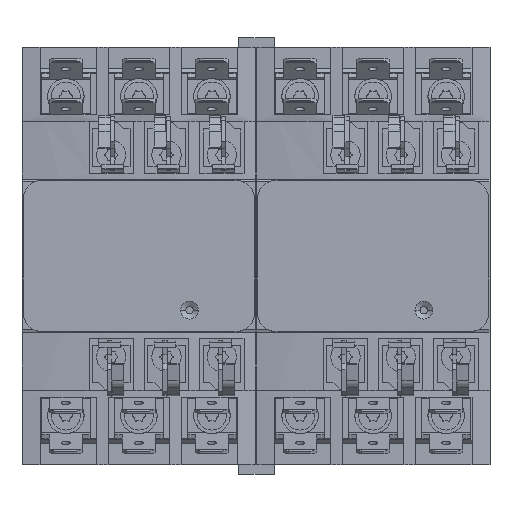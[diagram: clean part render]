
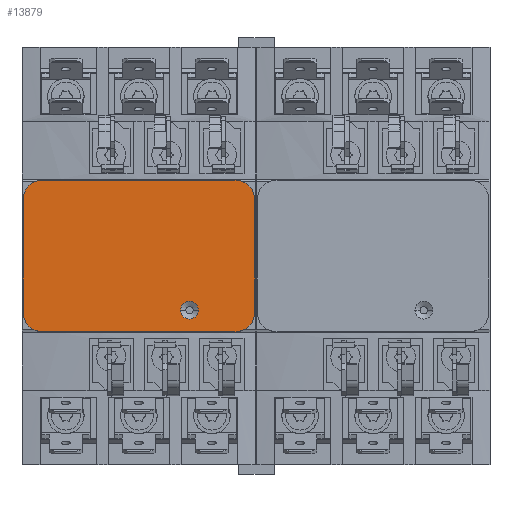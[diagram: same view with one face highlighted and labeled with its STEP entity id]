
A CAD part, top view. The second image highlights one B-rep face of the part: STEP entity #13879.
In plain terms, the highlighted planar face has unit normal (0, 0, 1).
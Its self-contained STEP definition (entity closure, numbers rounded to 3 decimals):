
#13281=CARTESIAN_POINT('',(4.,50.7,85.55));
#13282=DIRECTION('',(0.,0.,1.));
#13283=DIRECTION('',(0.,1.,0.));
#13284=AXIS2_PLACEMENT_3D('',#13281,#13282,#13283);
#13289=DIRECTION('',(-1.,0.,0.));
#13290=VECTOR('',#13289,36.8);
#13291=CARTESIAN_POINT('',(40.8,54.501,85.55));
#13292=LINE('',#13291,#13290);
#13296=CARTESIAN_POINT('',(40.8,50.7,85.55));
#13297=DIRECTION('',(0.,0.,1.));
#13298=DIRECTION('',(1.,0.,0.));
#13299=AXIS2_PLACEMENT_3D('',#13296,#13297,#13298);
#13304=DIRECTION('',(0.,1.,0.));
#13305=VECTOR('',#13304,21.5);
#13306=CARTESIAN_POINT('',(44.601,29.2,85.55));
#13307=LINE('',#13306,#13305);
#13311=CARTESIAN_POINT('',(40.8,29.2,85.55));
#13312=DIRECTION('',(0.,0.,1.));
#13313=DIRECTION('',(0.,-1.,0.));
#13314=AXIS2_PLACEMENT_3D('',#13311,#13312,#13313);
#13319=DIRECTION('',(1.,0.,0.));
#13320=VECTOR('',#13319,36.8);
#13321=CARTESIAN_POINT('',(4.,25.399,85.55));
#13322=LINE('',#13321,#13320);
#13326=CARTESIAN_POINT('',(4.,29.2,85.55));
#13327=DIRECTION('',(0.,0.,1.));
#13328=DIRECTION('',(-1.,0.,0.));
#13329=AXIS2_PLACEMENT_3D('',#13326,#13327,#13328);
#13334=DIRECTION('',(0.,-1.,0.));
#13335=VECTOR('',#13334,21.5);
#13336=CARTESIAN_POINT('',(0.199,50.7,85.55));
#13337=LINE('',#13336,#13335);
#13341=CARTESIAN_POINT('',(32.1,29.55,85.55));
#13342=DIRECTION('',(0.,0.,-1.));
#13343=DIRECTION('',(1.,0.,0.));
#13344=AXIS2_PLACEMENT_3D('',#13341,#13342,#13343);
#13349=CARTESIAN_POINT('',(32.1,29.55,85.55));
#13350=DIRECTION('',(0.,0.,-1.));
#13351=DIRECTION('',(-1.,0.,0.));
#13352=AXIS2_PLACEMENT_3D('',#13349,#13350,#13351);
#13506=CARTESIAN_POINT('',(4.,54.501,85.55));
#13507=CARTESIAN_POINT('',(0.199,50.7,85.55));
#13508=VERTEX_POINT('',#13506);
#13509=VERTEX_POINT('',#13507);
#13510=CARTESIAN_POINT('',(0.199,29.2,85.55));
#13511=VERTEX_POINT('',#13510);
#13512=CARTESIAN_POINT('',(4.,25.399,85.55));
#13513=VERTEX_POINT('',#13512);
#13514=CARTESIAN_POINT('',(40.8,25.399,85.55));
#13515=VERTEX_POINT('',#13514);
#13516=CARTESIAN_POINT('',(44.601,29.2,85.55));
#13517=VERTEX_POINT('',#13516);
#13518=CARTESIAN_POINT('',(44.601,50.7,85.55));
#13519=VERTEX_POINT('',#13518);
#13520=CARTESIAN_POINT('',(40.8,54.501,85.55));
#13521=VERTEX_POINT('',#13520);
#13542=CARTESIAN_POINT('',(33.8,29.55,85.55));
#13543=CARTESIAN_POINT('',(30.4,29.55,85.55));
#13544=VERTEX_POINT('',#13542);
#13545=VERTEX_POINT('',#13543);
#13858=CARTESIAN_POINT('',(0.,0.,85.55));
#13859=DIRECTION('',(0.,0.,1.));
#13860=DIRECTION('',(1.,0.,0.));
#13861=AXIS2_PLACEMENT_3D('',#13858,#13859,#13860);
#13862=PLANE('',#13861);
#13863=ORIENTED_EDGE('',*,*,#13698,.F.);
#13864=ORIENTED_EDGE('',*,*,#13720,.F.);
#13865=ORIENTED_EDGE('',*,*,#13741,.F.);
#13866=ORIENTED_EDGE('',*,*,#13762,.F.);
#13867=ORIENTED_EDGE('',*,*,#13783,.F.);
#13868=ORIENTED_EDGE('',*,*,#13804,.F.);
#13869=ORIENTED_EDGE('',*,*,#13825,.F.);
#13870=ORIENTED_EDGE('',*,*,#13845,.F.);
#13871=EDGE_LOOP('',(#13863,#13864,#13865,#13866,#13867,#13868,#13869,#13870));
#13872=FACE_OUTER_BOUND('',#13871,.F.);
#13874=ORIENTED_EDGE('',*,*,#13873,.F.);
#13876=ORIENTED_EDGE('',*,*,#13875,.F.);
#13877=EDGE_LOOP('',(#13874,#13876));
#13878=FACE_BOUND('',#13877,.F.);
#13285=CIRCLE('',#13284,3.801);
#13300=CIRCLE('',#13299,3.801);
#13315=CIRCLE('',#13314,3.801);
#13330=CIRCLE('',#13329,3.801);
#13345=CIRCLE('',#13344,1.7);
#13353=CIRCLE('',#13352,1.7);
#13698=EDGE_CURVE('',#13508,#13509,#13285,.T.);
#13720=EDGE_CURVE('',#13521,#13508,#13292,.T.);
#13741=EDGE_CURVE('',#13519,#13521,#13300,.T.);
#13762=EDGE_CURVE('',#13517,#13519,#13307,.T.);
#13783=EDGE_CURVE('',#13515,#13517,#13315,.T.);
#13804=EDGE_CURVE('',#13513,#13515,#13322,.T.);
#13825=EDGE_CURVE('',#13511,#13513,#13330,.T.);
#13845=EDGE_CURVE('',#13509,#13511,#13337,.T.);
#13873=EDGE_CURVE('',#13544,#13545,#13345,.T.);
#13875=EDGE_CURVE('',#13545,#13544,#13353,.T.);
#13879=ADVANCED_FACE('',(#13872,#13878),#13862,.T.);
